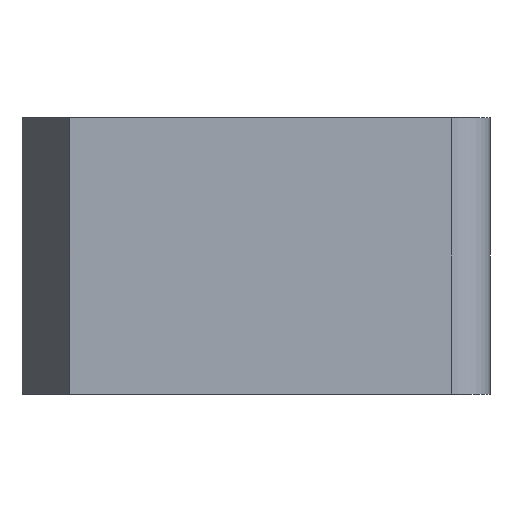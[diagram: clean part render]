
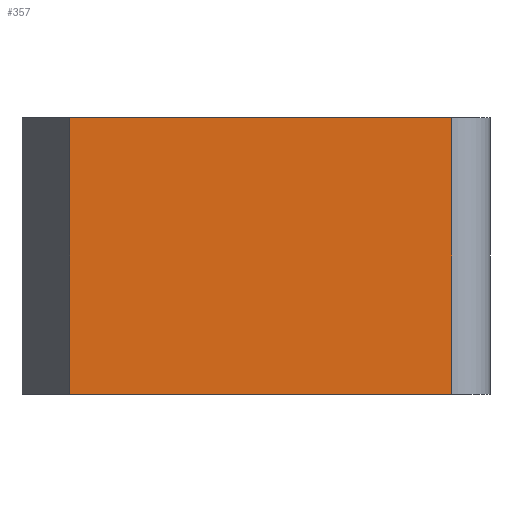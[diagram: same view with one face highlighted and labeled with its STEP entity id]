
A CAD part, left-side view. The second image highlights one B-rep face of the part: STEP entity #357.
In plain terms, the highlighted planar face has unit normal (-1, 0, 0).
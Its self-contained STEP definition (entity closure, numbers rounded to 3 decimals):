
#26=LINE('',#527,#46);
#27=LINE('',#539,#47);
#31=LINE('',#553,#51);
#37=LINE('',#586,#57);
#46=VECTOR('',#422,20.);
#47=VECTOR('',#437,14.5);
#51=VECTOR('',#451,20.);
#57=VECTOR('',#491,14.5);
#72=PLANE('',#400);
#110=FACE_OUTER_BOUND('',#148,.T.);
#148=EDGE_LOOP('',(#307,#308,#309,#310));
#171=VERTEX_POINT('',#513);
#177=VERTEX_POINT('',#525);
#181=VERTEX_POINT('',#538);
#186=VERTEX_POINT('',#552);
#207=EDGE_CURVE('',#177,#171,#26,.T.);
#211=EDGE_CURVE('',#171,#181,#27,.T.);
#218=EDGE_CURVE('',#181,#186,#31,.T.);
#231=EDGE_CURVE('',#186,#177,#37,.T.);
#307=ORIENTED_EDGE('',*,*,#211,.F.);
#308=ORIENTED_EDGE('',*,*,#207,.F.);
#309=ORIENTED_EDGE('',*,*,#231,.F.);
#310=ORIENTED_EDGE('',*,*,#218,.F.);
#357=ADVANCED_FACE('',(#110),#72,.T.);
#400=AXIS2_PLACEMENT_3D('',#593,#501,#502);
#422=DIRECTION('',(0.,-1.,0.));
#437=DIRECTION('',(0.,0.,-1.));
#451=DIRECTION('',(0.,1.,0.));
#491=DIRECTION('',(0.,0.,1.));
#501=DIRECTION('center_axis',(-1.,0.,0.));
#502=DIRECTION('ref_axis',(0.,-1.,0.));
#513=CARTESIAN_POINT('',(0.,2.,14.5));
#525=CARTESIAN_POINT('',(0.,22.,14.5));
#527=CARTESIAN_POINT('',(0.,0.,14.5));
#538=CARTESIAN_POINT('',(0.,2.,0.));
#539=CARTESIAN_POINT('',(0.,2.,0.));
#552=CARTESIAN_POINT('',(0.,22.,0.));
#553=CARTESIAN_POINT('',(0.,0.,0.));
#586=CARTESIAN_POINT('',(0.,22.,0.));
#593=CARTESIAN_POINT('Origin',(0.,22.,0.));
